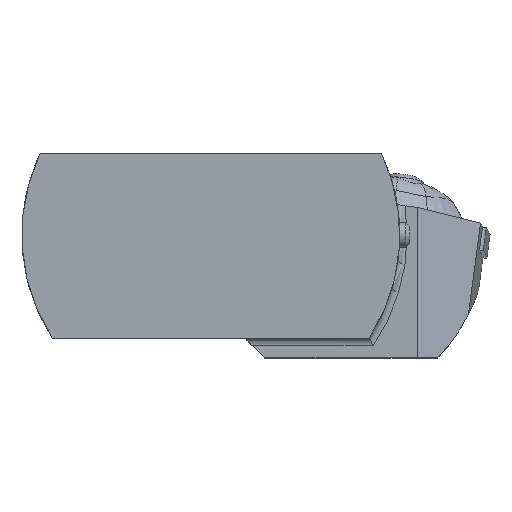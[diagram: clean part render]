
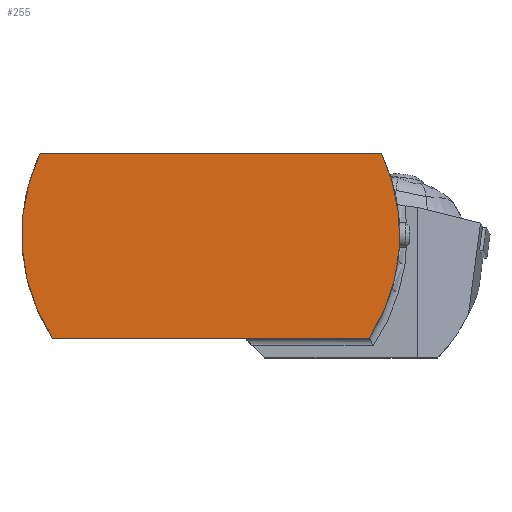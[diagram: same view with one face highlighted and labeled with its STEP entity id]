
A CAD part, top view. The second image highlights one B-rep face of the part: STEP entity #255.
In plain terms, the highlighted planar face has unit normal (0, 0, 1).
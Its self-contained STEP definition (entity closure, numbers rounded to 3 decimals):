
#146=FACE_OUTER_BOUND('',#400,.T.);
#203=PLANE('',#1623);
#255=ADVANCED_FACE('',(#146),#203,.T.);
#400=EDGE_LOOP('',(#715,#716,#717,#718));
#532=CIRCLE('',#1569,38.5);
#540=CIRCLE('',#1595,38.5);
#715=ORIENTED_EDGE('',*,*,#1151,.F.);
#716=ORIENTED_EDGE('',*,*,#1159,.F.);
#717=ORIENTED_EDGE('',*,*,#1153,.F.);
#718=ORIENTED_EDGE('',*,*,#1107,.F.);
#970=VERTEX_POINT('',#2094);
#971=VERTEX_POINT('',#2096);
#1009=VERTEX_POINT('',#2273);
#1010=VERTEX_POINT('',#2278);
#1107=EDGE_CURVE('',#970,#971,#532,.T.);
#1151=EDGE_CURVE('',#1009,#970,#1332,.T.);
#1153=EDGE_CURVE('',#971,#1010,#1334,.T.);
#1159=EDGE_CURVE('',#1010,#1009,#540,.T.);
#1332=LINE('',#2274,#1428);
#1334=LINE('',#2277,#1430);
#1428=VECTOR('',#1786,1.);
#1430=VECTOR('',#1790,1.);
#1569=AXIS2_PLACEMENT_3D('',#2095,#1716,#1717);
#1595=AXIS2_PLACEMENT_3D('',#2289,#1799,#1800);
#1623=AXIS2_PLACEMENT_3D('',#2392,#1873,#1874);
#1716=DIRECTION('',(0.,0.,-1.));
#1717=DIRECTION('',(1.,0.,0.));
#1786=DIRECTION('',(1.,0.,0.));
#1790=DIRECTION('',(-1.,0.,0.));
#1799=DIRECTION('',(0.,0.,-1.));
#1800=DIRECTION('',(1.,0.,0.));
#1873=DIRECTION('',(0.,0.,1.));
#1874=DIRECTION('',(1.,0.,0.));
#2094=CARTESIAN_POINT('',(34.785,16.5,-0.005));
#2095=CARTESIAN_POINT('',(0.,0.,-0.005));
#2096=CARTESIAN_POINT('',(32.268,-21.,-0.005));
#2273=CARTESIAN_POINT('',(-34.785,16.5,-0.005));
#2274=CARTESIAN_POINT('',(45.,16.5,-0.005));
#2277=CARTESIAN_POINT('',(-32.268,-21.,-0.005));
#2278=CARTESIAN_POINT('',(-32.268,-21.,-0.005));
#2289=CARTESIAN_POINT('',(0.,0.,-0.005));
#2392=CARTESIAN_POINT('',(3.,0.,-0.005));
